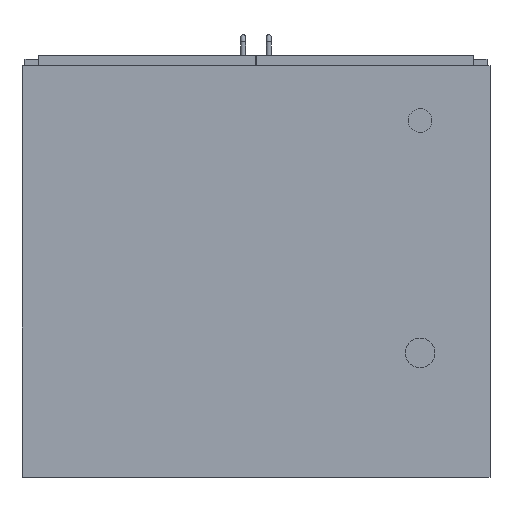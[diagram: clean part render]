
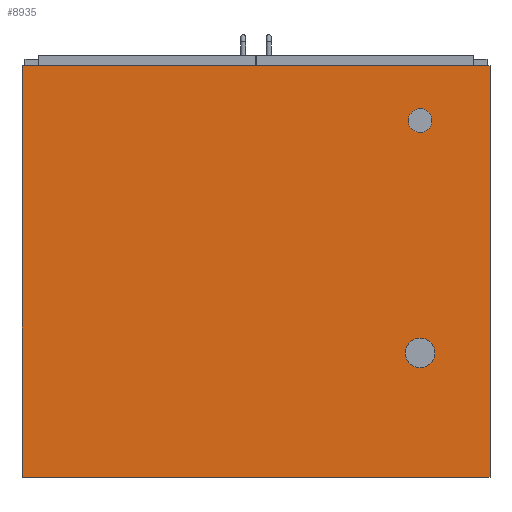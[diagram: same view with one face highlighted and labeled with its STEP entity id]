
A CAD part, front view. The second image highlights one B-rep face of the part: STEP entity #8935.
In plain terms, the highlighted planar face has unit normal (0, -1, 0).
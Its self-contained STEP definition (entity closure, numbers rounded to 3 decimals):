
#136=FACE_BOUND('',#1165,.T.);
#137=FACE_BOUND('',#1166,.T.);
#167=PLANE('',#9562);
#613=FACE_OUTER_BOUND('',#1164,.T.);
#1164=EDGE_LOOP('',(#6289,#6290,#6291,#6292));
#1165=EDGE_LOOP('',(#6293));
#1166=EDGE_LOOP('',(#6294));
#1738=LINE('',#12941,#2830);
#1740=LINE('',#12945,#2832);
#1742=LINE('',#12949,#2834);
#1744=LINE('',#12952,#2836);
#2830=VECTOR('',#10345,10.);
#2832=VECTOR('',#10349,10.);
#2834=VECTOR('',#10353,10.);
#2836=VECTOR('',#10357,10.);
#3904=CIRCLE('',#9546,20.);
#3906=CIRCLE('',#9550,25.);
#4088=VERTEX_POINT('',#12892);
#4090=VERTEX_POINT('',#12899);
#4103=VERTEX_POINT('',#12938);
#4104=VERTEX_POINT('',#12940);
#4105=VERTEX_POINT('',#12944);
#4106=VERTEX_POINT('',#12948);
#4945=EDGE_CURVE('',#4088,#4088,#3904,.T.);
#4948=EDGE_CURVE('',#4090,#4090,#3906,.T.);
#4966=EDGE_CURVE('',#4104,#4103,#1738,.T.);
#4968=EDGE_CURVE('',#4105,#4104,#1740,.T.);
#4970=EDGE_CURVE('',#4106,#4105,#1742,.T.);
#4972=EDGE_CURVE('',#4103,#4106,#1744,.T.);
#6289=ORIENTED_EDGE('',*,*,#4972,.T.);
#6290=ORIENTED_EDGE('',*,*,#4970,.T.);
#6291=ORIENTED_EDGE('',*,*,#4968,.T.);
#6292=ORIENTED_EDGE('',*,*,#4966,.T.);
#6293=ORIENTED_EDGE('',*,*,#4945,.T.);
#6294=ORIENTED_EDGE('',*,*,#4948,.T.);
#8935=ADVANCED_FACE('',(#613,#136,#137),#167,.T.);
#9546=AXIS2_PLACEMENT_3D('',#12894,#10301,#10302);
#9550=AXIS2_PLACEMENT_3D('',#12901,#10310,#10311);
#9562=AXIS2_PLACEMENT_3D('',#12953,#10358,#10359);
#10301=DIRECTION('center_axis',(0.,1.,0.));
#10302=DIRECTION('ref_axis',(1.,0.,0.));
#10310=DIRECTION('center_axis',(0.,1.,0.));
#10311=DIRECTION('ref_axis',(1.,0.,0.));
#10345=DIRECTION('',(0.,0.,-1.));
#10349=DIRECTION('',(-1.,0.,0.));
#10353=DIRECTION('',(0.,0.,1.));
#10357=DIRECTION('',(1.,0.,0.));
#10358=DIRECTION('center_axis',(0.,-1.,0.));
#10359=DIRECTION('ref_axis',(0.,0.,-1.));
#12892=CARTESIAN_POINT('',(257.,-370.,254.5));
#12894=CARTESIAN_POINT('Origin',(277.,-370.,254.5));
#12899=CARTESIAN_POINT('',(252.,-370.,-137.5));
#12901=CARTESIAN_POINT('Origin',(277.,-370.,-137.5));
#12938=CARTESIAN_POINT('',(-395.,-370.,-347.5));
#12940=CARTESIAN_POINT('',(-395.,-370.,347.5));
#12941=CARTESIAN_POINT('',(-395.,-370.,-347.5));
#12944=CARTESIAN_POINT('',(395.,-370.,347.5));
#12945=CARTESIAN_POINT('',(-395.,-370.,347.5));
#12948=CARTESIAN_POINT('',(395.,-370.,-347.5));
#12949=CARTESIAN_POINT('',(395.,-370.,347.5));
#12952=CARTESIAN_POINT('',(395.,-370.,-347.5));
#12953=CARTESIAN_POINT('Origin',(0.,-370.,0.));
